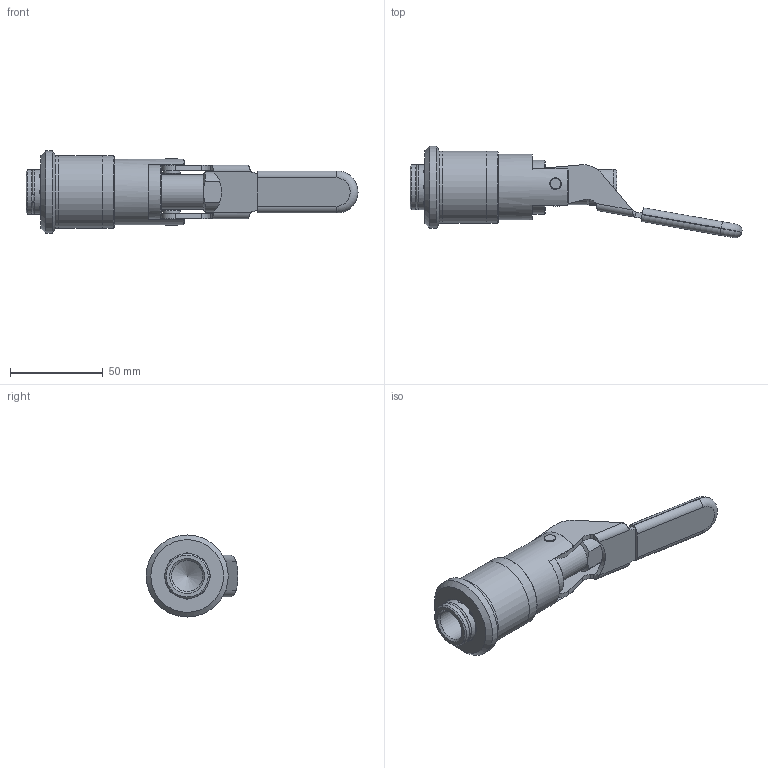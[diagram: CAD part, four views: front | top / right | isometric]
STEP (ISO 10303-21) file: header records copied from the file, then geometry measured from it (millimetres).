
FILE_DESCRIPTION(/* description */ (''),/* implementation_level */ '2;1');
FILE_NAME(/* name */ 'KA04PA CAD.stp',/* time_stamp */ '2017-05-03T15:23:47-05:00',/* author */ ('scottg'),/* organization */ ('FasTest,Inc.'),/* preprocessor_version */ 'ST-DEVELOPER v16.1',/* originating_system */ 'Autodesk Inventor 2016',/* authorisation */ '');
FILE_SCHEMA (('AUTOMOTIVE_DESIGN { 1 0 10303 214 3 1 1 }'));
Length unit declared in the file: inch
Products named in the file (1): KA04PA CAD
Bounding box: 178.78 x 49.37 x 44.2 mm (x, y, z)
Volume: 87298.7 mm3; surface area: 28304 mm2
Topology: 1 solids, 1 shells, 132 faces, 312 edges, 193 vertices
Faces by surface type: cylinder 47, plane 43, cone 24, sphere 8, bspline 6, torus 4
Full cylindrical faces by diameter (mm): 6.223 x4, 9.525 x2, 10.719 x1, 15.748 x1, 16.764 x1, 18.796 x1, 24.13 x3, 27.305 x1, 28.956 x1, 29.337 x1, 35.306 x1, 38.862 x1, 38.887 x2, 44.196 x1
Entity records: 3921 total; most frequent: CARTESIAN_POINT 967, DIRECTION 600, ORIENTED_EDGE 500, AXIS2_PLACEMENT_3D 257, EDGE_CURVE 250, EDGE_LOOP 192, VERTEX_POINT 176, FACE_OUTER_BOUND 132
